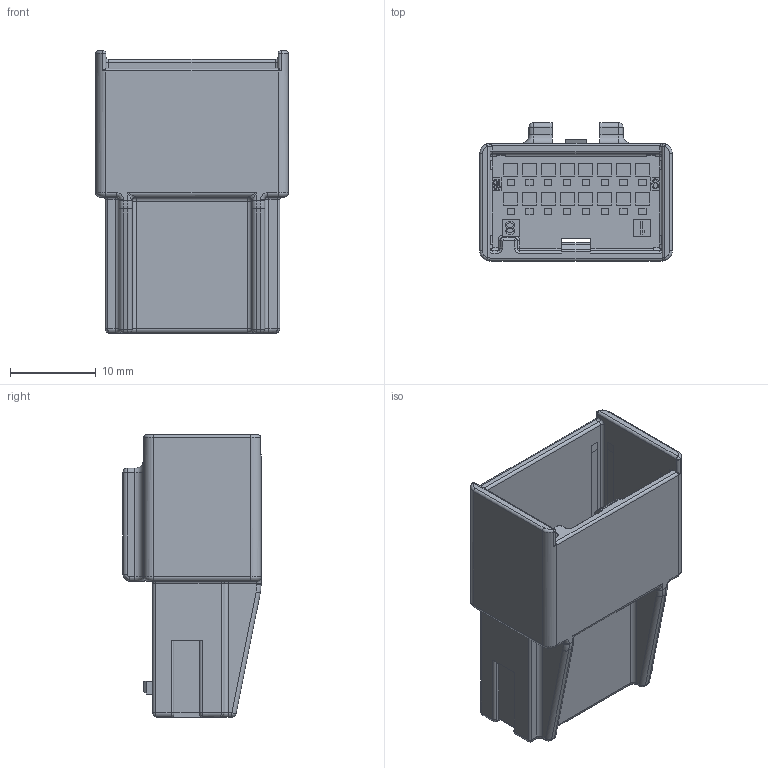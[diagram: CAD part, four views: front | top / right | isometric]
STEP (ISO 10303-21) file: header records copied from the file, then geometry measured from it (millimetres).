
FILE_DESCRIPTION((''),'2;1');
FILE_NAME('025_II_16M_HSG_REV00','2023-01-04T10:21:28',('jhryu'),(''),'CREO PARAMETRIC BY PTC INC, 2017380','CREO PARAMETRIC BY PTC INC, 2017380','');
FILE_SCHEMA(('CONFIG_CONTROL_DESIGN'));
Length unit declared in the file: millimetre
Products named in the file (1): 025_II_16M_HSG_REV00
Bounding box: 22.52 x 16.15 x 33 mm (x, y, z)
Volume: 4566.7 mm3; surface area: 4286.8 mm2
Topology: 1 solids, 1 shells, 1336 faces, 3558 edges, 2297 vertices
Faces by surface type: plane 1079, cylinder 168, torus 36, sphere 24, bspline 21, cone 8
Entity records: 41763 total; most frequent: CARTESIAN_POINT 8452, ORIENTED_EDGE 7112, DIRECTION 6490, EDGE_CURVE 3556, VECTOR 3064, LINE 3064, VERTEX_POINT 2297, AXIS2_PLACEMENT_3D 1713
